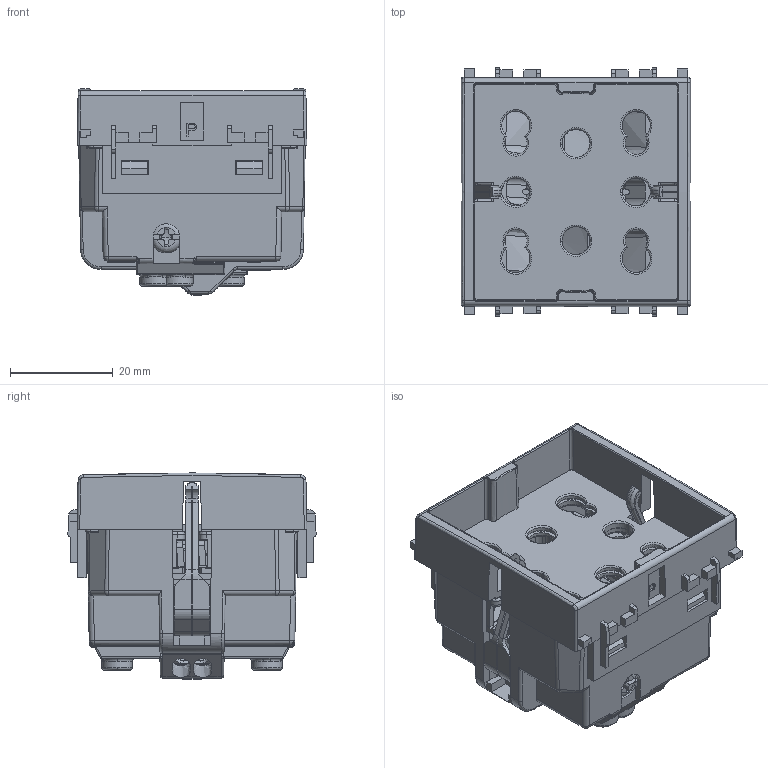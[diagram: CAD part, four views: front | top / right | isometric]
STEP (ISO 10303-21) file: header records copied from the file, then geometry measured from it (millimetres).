
FILE_DESCRIPTION (( 'STEP AP214' ), '1' );
FILE_NAME ('4BOX-H21-PLANA.STEP', '2024-08-23T04:54:14', ( '' ), ( '' ), 'SwSTEP 2.0', 'SolidWorks 2016', '' );
FILE_SCHEMA (( 'AUTOMOTIVE_DESIGN' ));
Length unit declared in the file: millimetre
Products named in the file (16): CHILDREN-PROTECTION-DOWN-1_AF0; SHUTTER-3_AF0; SHUTTER-1_ASM; 4BOX-H21-PLANA; GROUND-CONTACT-2-1; LF40211脣釱菁釱-L-20191025; LF40211脣釱酘衵銅え-20191214; GROUND-3-2_ASM; PROTECTOR-COVER_AF0; SCREW-NEW_2; GROUND-CONTACT-1-1; SPACER_TUTTO_2; SLIDE-P30-_AF1; SHUTTER-3; LF40211脣釱諉華銅え-20191226; lf40209-p
Assembly tree (16 placements, depth 3):
  4BOX-H21-PLANA
    LF40211脣釱菁釱-L-20191025
    lf40209-p
    SHUTTER-1_ASM
      PROTECTOR-COVER_AF0
      CHILDREN-PROTECTION-DOWN-1_AF0
      SLIDE-P30-_AF1
      SHUTTER-3_AF0
      SHUTTER-3
    GROUND-3-2_ASM
      GROUND-CONTACT-1-1
      GROUND-CONTACT-2-1
      SPACER_TUTTO_2
      SCREW-NEW_2
      LF40211脣釱諉華銅え-20191226
    LF40211脣釱酘衵銅え-20191214  x2
Bounding box: 44.8 x 48.45 x 40.2 mm (x, y, z)
Volume: 24454.8 mm3; surface area: 42419.1 mm2
Topology: 14 solids, 18 shells, 4254 faces, 11622 edges, 7407 vertices
Faces by surface type: plane 2050, cylinder 1107, bspline 796, torus 178, cone 70, sphere 53
Entity records: 151311 total; most frequent: CARTESIAN_POINT 62063, ORIENTED_EDGE 20282, DIRECTION 16020, EDGE_CURVE 10141, VERTEX_POINT 6500, VECTOR 6080, LINE 6080, AXIS2_PLACEMENT_3D 4970
